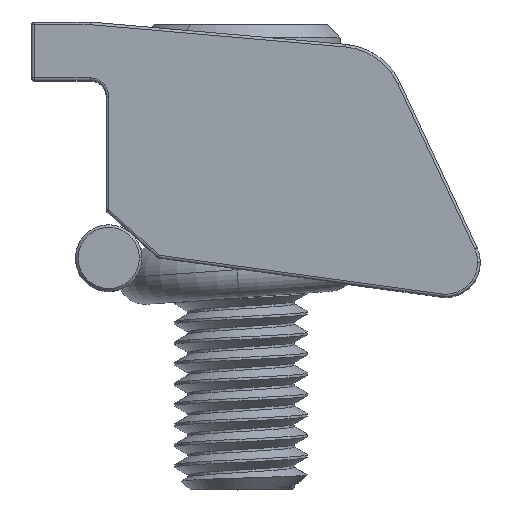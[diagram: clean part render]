
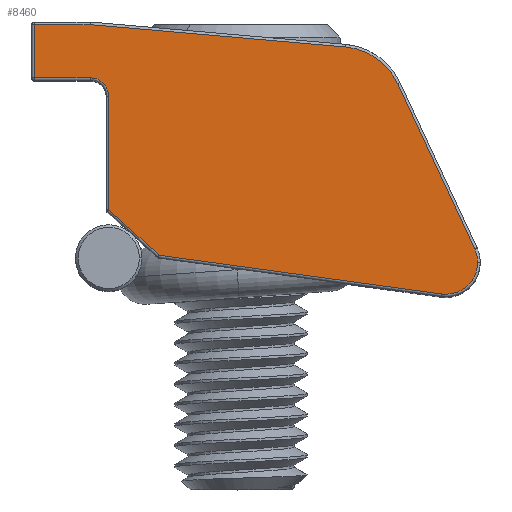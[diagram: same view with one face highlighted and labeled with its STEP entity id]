
A CAD part, top view. The second image highlights one B-rep face of the part: STEP entity #8460.
In plain terms, the highlighted planar face has unit normal (0, 0, 1).
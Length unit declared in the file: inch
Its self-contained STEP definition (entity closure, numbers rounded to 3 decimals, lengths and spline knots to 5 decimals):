
#128 = DIRECTION ( 'NONE',  ( 1., 0., 0. ) ) ;
#132 = VERTEX_POINT ( 'NONE', #4577 ) ;
#143 = DIRECTION ( 'NONE',  ( 0.991, -0.136, 0. ) ) ;
#301 = EDGE_CURVE ( 'NONE', #1732, #350, #717, .T. ) ;
#344 = LINE ( 'NONE', #981, #2860 ) ;
#350 = VERTEX_POINT ( 'NONE', #5691 ) ;
#388 = AXIS2_PLACEMENT_3D ( 'NONE', #4318, #2315, #128 ) ;
#416 = CARTESIAN_POINT ( 'NONE',  ( 0.47929, -0.87774, 0.75 ) ) ;
#428 = EDGE_CURVE ( 'NONE', #7461, #3182, #861, .T. ) ;
#526 = ORIENTED_EDGE ( 'NONE', *, *, #2440, .T. ) ;
#688 = LINE ( 'NONE', #2110, #2522 ) ;
#717 = LINE ( 'NONE', #5648, #7036 ) ;
#718 = CIRCLE ( 'NONE', #1621, 0.24 ) ;
#728 = DIRECTION ( 'NONE',  ( 0., 0., 1. ) ) ;
#833 = DIRECTION ( 'NONE',  ( 0., -1., 0. ) ) ;
#861 = LINE ( 'NONE', #8015, #5841 ) ;
#981 = CARTESIAN_POINT ( 'NONE',  ( 1.66626, -0.85361, 0.75 ) ) ;
#1067 = EDGE_CURVE ( 'NONE', #6218, #8349, #8788, .T. ) ;
#1076 = LINE ( 'NONE', #6052, #3162 ) ;
#1171 = AXIS2_PLACEMENT_3D ( 'NONE', #4409, #3924, #1603 ) ;
#1341 = ORIENTED_EDGE ( 'NONE', *, *, #3785, .T. ) ;
#1368 = AXIS2_PLACEMENT_3D ( 'NONE', #3974, #8155, #1669 ) ;
#1388 = FACE_OUTER_BOUND ( 'NONE', #5425, .T. ) ;
#1446 = CARTESIAN_POINT ( 'NONE',  ( 1.54121, -1.02321, 0.75 ) ) ;
#1480 = PLANE ( 'NONE',  #7409 ) ;
#1603 = DIRECTION ( 'NONE',  ( 1., 0., 0. ) ) ;
#1607 = VERTEX_POINT ( 'NONE', #3221 ) ;
#1621 = AXIS2_PLACEMENT_3D ( 'NONE', #8771, #4461, #4412 ) ;
#1669 = DIRECTION ( 'NONE',  ( 1., 0., 0. ) ) ;
#1727 = ORIENTED_EDGE ( 'NONE', *, *, #6086, .T. ) ;
#1732 = VERTEX_POINT ( 'NONE', #2321 ) ;
#1975 = CARTESIAN_POINT ( 'NONE',  ( 1.37624, -0.23165, 0.75 ) ) ;
#2110 = CARTESIAN_POINT ( 'NONE',  ( 0.29, -0.90432, 0.75 ) ) ;
#2166 = ORIENTED_EDGE ( 'NONE', *, *, #1067, .T. ) ;
#2225 = VECTOR ( 'NONE', #6695, 39.37008 ) ;
#2315 = DIRECTION ( 'NONE',  ( 0., 0., 1. ) ) ;
#2321 = CARTESIAN_POINT ( 'NONE',  ( 0.21956, -0.01, 0.75 ) ) ;
#2440 = EDGE_CURVE ( 'NONE', #1607, #6218, #1076, .T. ) ;
#2522 = VECTOR ( 'NONE', #833, 39.37008 ) ;
#2610 = EDGE_CURVE ( 'NONE', #8285, #1732, #9361, .T. ) ;
#2678 = VERTEX_POINT ( 'NONE', #1446 ) ;
#2860 = VECTOR ( 'NONE', #6042, 39.37008 ) ;
#2888 = EDGE_CURVE ( 'NONE', #132, #6406, #344, .T. ) ;
#3047 = ORIENTED_EDGE ( 'NONE', *, *, #6785, .T. ) ;
#3120 = CARTESIAN_POINT ( 'NONE',  ( 1.54121, -1.02321, 0.75 ) ) ;
#3162 = VECTOR ( 'NONE', #7610, 39.37008 ) ;
#3182 = VERTEX_POINT ( 'NONE', #416 ) ;
#3221 = CARTESIAN_POINT ( 'NONE',  ( 0.01, -0.21, 0.75 ) ) ;
#3236 = ORIENTED_EDGE ( 'NONE', *, *, #428, .T. ) ;
#3286 = ORIENTED_EDGE ( 'NONE', *, *, #5703, .T. ) ;
#3745 = CIRCLE ( 'NONE', #1171, 0.12 ) ;
#3785 = EDGE_CURVE ( 'NONE', #4959, #132, #3745, .T. ) ;
#3819 = CARTESIAN_POINT ( 'NONE',  ( 0.01, -0.90432, 0.75 ) ) ;
#3831 = CARTESIAN_POINT ( 'NONE',  ( 1.6775, -0.90432, 0.75 ) ) ;
#3838 = CARTESIAN_POINT ( 'NONE',  ( 0.22, -0.21, 0.75 ) ) ;
#3924 = DIRECTION ( 'NONE',  ( 0., 0., 1. ) ) ;
#3962 = ORIENTED_EDGE ( 'NONE', *, *, #2610, .T. ) ;
#3974 = CARTESIAN_POINT ( 'NONE',  ( 0.22, -0.28, 0.75 ) ) ;
#4060 = CARTESIAN_POINT ( 'NONE',  ( 0.29, -0.70611, 0.75 ) ) ;
#4277 = DIRECTION ( 'NONE',  ( -1., 0., 0. ) ) ;
#4318 = CARTESIAN_POINT ( 'NONE',  ( 1.5575, -0.90432, 0.75 ) ) ;
#4409 = CARTESIAN_POINT ( 'NONE',  ( 1.5575, -0.90432, 0.75 ) ) ;
#4412 = DIRECTION ( 'NONE',  ( 1., 0., 0. ) ) ;
#4443 = LINE ( 'NONE', #3819, #2225 ) ;
#4461 = DIRECTION ( 'NONE',  ( 0., 0., 1. ) ) ;
#4577 = CARTESIAN_POINT ( 'NONE',  ( 1.66626, -0.85361, 0.75 ) ) ;
#4959 = VERTEX_POINT ( 'NONE', #3831 ) ;
#4968 = CARTESIAN_POINT ( 'NONE',  ( 1.62499, -0.13296, 0.75 ) ) ;
#5132 = DIRECTION ( 'NONE',  ( 0.741, -0.672, 0. ) ) ;
#5180 = LINE ( 'NONE', #3120, #8569 ) ;
#5418 = EDGE_CURVE ( 'NONE', #350, #1607, #4443, .T. ) ;
#5425 = EDGE_LOOP ( 'NONE', ( #7947, #6516, #526, #2166, #3286, #3236, #3047, #1727, #1341, #8260, #5898, #3962 ) ) ;
#5648 = CARTESIAN_POINT ( 'NONE',  ( 1.5575, -0.01, 0.75 ) ) ;
#5691 = CARTESIAN_POINT ( 'NONE',  ( 0.01, -0.01, 0.75 ) ) ;
#5703 = EDGE_CURVE ( 'NONE', #8349, #7461, #688, .T. ) ;
#5841 = VECTOR ( 'NONE', #5132, 39.37008 ) ;
#5898 = ORIENTED_EDGE ( 'NONE', *, *, #7183, .T. ) ;
#6042 = DIRECTION ( 'NONE',  ( -0.423, 0.906, 0. ) ) ;
#6052 = CARTESIAN_POINT ( 'NONE',  ( 1.5575, -0.21, 0.75 ) ) ;
#6086 = EDGE_CURVE ( 'NONE', #2678, #4959, #9018, .T. ) ;
#6218 = VERTEX_POINT ( 'NONE', #3838 ) ;
#6406 = VERTEX_POINT ( 'NONE', #1975 ) ;
#6516 = ORIENTED_EDGE ( 'NONE', *, *, #5418, .T. ) ;
#6695 = DIRECTION ( 'NONE',  ( 0., -1., 0. ) ) ;
#6785 = EDGE_CURVE ( 'NONE', #3182, #2678, #5180, .T. ) ;
#6938 = VECTOR ( 'NONE', #8553, 39.37008 ) ;
#7036 = VECTOR ( 'NONE', #4277, 39.37008 ) ;
#7158 = CARTESIAN_POINT ( 'NONE',  ( 1.5575, -0.90432, 0.75 ) ) ;
#7183 = EDGE_CURVE ( 'NONE', #6406, #8285, #718, .T. ) ;
#7409 = AXIS2_PLACEMENT_3D ( 'NONE', #7158, #728, #7887 ) ;
#7461 = VERTEX_POINT ( 'NONE', #4060 ) ;
#7610 = DIRECTION ( 'NONE',  ( 1., 0., 0. ) ) ;
#7887 = DIRECTION ( 'NONE',  ( 1., 0., 0. ) ) ;
#7947 = ORIENTED_EDGE ( 'NONE', *, *, #301, .T. ) ;
#8015 = CARTESIAN_POINT ( 'NONE',  ( 1.08423, -1.42627, 0.75 ) ) ;
#8155 = DIRECTION ( 'NONE',  ( 0., 0., -1. ) ) ;
#8260 = ORIENTED_EDGE ( 'NONE', *, *, #2888, .T. ) ;
#8285 = VERTEX_POINT ( 'NONE', #8353 ) ;
#8349 = VERTEX_POINT ( 'NONE', #9203 ) ;
#8353 = CARTESIAN_POINT ( 'NONE',  ( 1.17964, -0.094, 0.75 ) ) ;
#8460 = ADVANCED_FACE ( 'NONE', ( #1388 ), #1480, .T. ) ;
#8553 = DIRECTION ( 'NONE',  ( -0.996, 0.087, 0. ) ) ;
#8569 = VECTOR ( 'NONE', #143, 39.37008 ) ;
#8771 = CARTESIAN_POINT ( 'NONE',  ( 1.15872, -0.33308, 0.75 ) ) ;
#8788 = CIRCLE ( 'NONE', #1368, 0.07 ) ;
#9018 = CIRCLE ( 'NONE', #388, 0.12 ) ;
#9203 = CARTESIAN_POINT ( 'NONE',  ( 0.29, -0.28, 0.75 ) ) ;
#9361 = LINE ( 'NONE', #4968, #6938 ) ;
